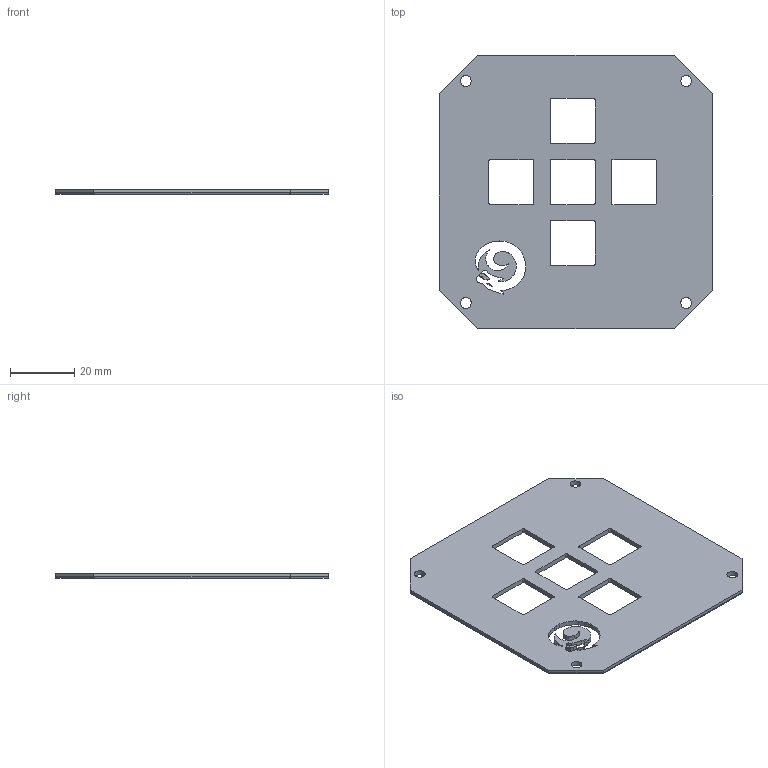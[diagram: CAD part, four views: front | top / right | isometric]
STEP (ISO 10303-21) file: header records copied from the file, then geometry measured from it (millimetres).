
FILE_DESCRIPTION(/* description */ (''),/* implementation_level */ '2;1');
FILE_NAME(/* name */ 'cubus_plate.step',/* time_stamp */ '2025-12-09T21:34:36+01:00',/* author */ (''),/* organization */ (''),/* preprocessor_version */ 'ST-DEVELOPER v20.1',/* originating_system */ 'Autodesk Translation Framework v14.17.0.0',/* authorisation */ '');
FILE_SCHEMA (('AUTOMOTIVE_DESIGN { 1 0 10303 214 3 1 1 }'));
Length unit declared in the file: millimetre
Products named in the file (1): HexPlate
Bounding box: 85 x 85 x 1.5 mm (x, y, z)
Volume: 8654.6 mm3; surface area: 12712 mm2
Topology: 2 solids, 2 shells, 523 faces, 1468 edges, 976 vertices
Faces by surface type: bspline 303, plane 188, cylinder 32
Full cylindrical faces by diameter (mm): 3.4 x4
Entity records: 19189 total; most frequent: CARTESIAN_POINT 7830, ORIENTED_EDGE 2936, EDGE_CURVE 1468, DIRECTION 1360, VERTEX_POINT 976, LINE 806, VECTOR 806, EDGE_LOOP 570
